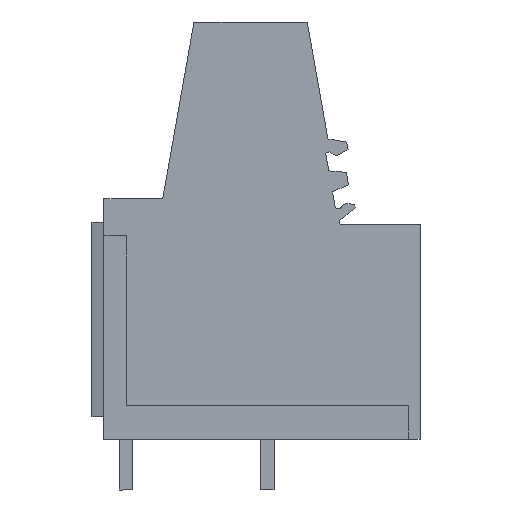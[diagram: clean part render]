
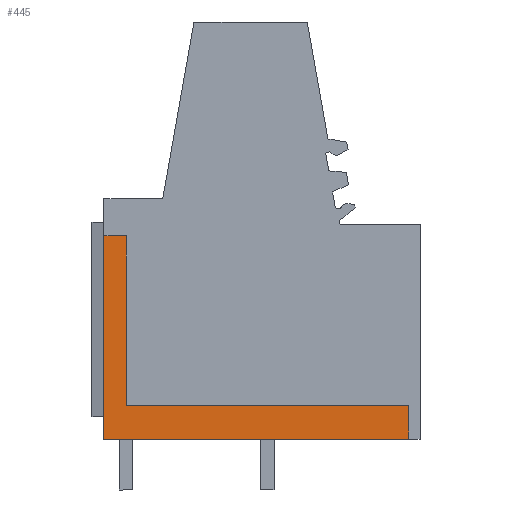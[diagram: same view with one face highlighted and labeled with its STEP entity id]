
A CAD part, left-side view. The second image highlights one B-rep face of the part: STEP entity #445.
In plain terms, the highlighted planar face has unit normal (-1, 0, 0).
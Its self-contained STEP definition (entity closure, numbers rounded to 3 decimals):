
#409=AXIS2_PLACEMENT_3D('Plane Axis2P3D',#406,#407,#408) ;
#40=CARTESIAN_POINT('Vertex',(0.,28.,22.5)) ;
#45=CARTESIAN_POINT('Line Origine',(0.,27.,22.5)) ;
#49=CARTESIAN_POINT('Vertex',(0.,26.,22.5)) ;
#80=CARTESIAN_POINT('Vertex',(0.,28.,4.5)) ;
#85=CARTESIAN_POINT('Line Origine',(0.,28.,13.5)) ;
#406=CARTESIAN_POINT('Axis2P3D Location',(0.,29.06,0.05)) ;
#411=CARTESIAN_POINT('Line Origine',(0.,1.,6.)) ;
#415=CARTESIAN_POINT('Vertex',(0.,1.,4.5)) ;
#417=CARTESIAN_POINT('Vertex',(0.,1.,7.5)) ;
#420=CARTESIAN_POINT('Line Origine',(0.,13.5,7.5)) ;
#424=CARTESIAN_POINT('Vertex',(0.,26.,7.5)) ;
#427=CARTESIAN_POINT('Line Origine',(0.,26.,15.)) ;
#432=CARTESIAN_POINT('Line Origine',(0.,14.5,4.5)) ;
#46=DIRECTION('Vector Direction',(0.,-1.,0.)) ;
#86=DIRECTION('Vector Direction',(0.,0.,1.)) ;
#407=DIRECTION('Axis2P3D Direction',(-1.,0.,0.)) ;
#408=DIRECTION('Axis2P3D XDirection',(0.,-1.,0.)) ;
#412=DIRECTION('Vector Direction',(0.,0.,1.)) ;
#421=DIRECTION('Vector Direction',(0.,1.,0.)) ;
#428=DIRECTION('Vector Direction',(0.,0.,1.)) ;
#433=DIRECTION('Vector Direction',(0.,1.,0.)) ;
#47=VECTOR('Line Direction',#46,1.) ;
#87=VECTOR('Line Direction',#86,1.) ;
#413=VECTOR('Line Direction',#412,1.) ;
#422=VECTOR('Line Direction',#421,1.) ;
#429=VECTOR('Line Direction',#428,1.) ;
#434=VECTOR('Line Direction',#433,1.) ;
#438=ORIENTED_EDGE('',*,*,#419,.T.) ;
#439=ORIENTED_EDGE('',*,*,#426,.T.) ;
#440=ORIENTED_EDGE('',*,*,#431,.T.) ;
#441=ORIENTED_EDGE('',*,*,#51,.T.) ;
#442=ORIENTED_EDGE('',*,*,#89,.T.) ;
#443=ORIENTED_EDGE('',*,*,#436,.T.) ;
#445=ADVANCED_FACE('HOUSING',(#444),#410,.T.) ;
#51=EDGE_CURVE('',#50,#41,#48,.F.) ;
#89=EDGE_CURVE('',#41,#81,#88,.F.) ;
#419=EDGE_CURVE('',#416,#418,#414,.T.) ;
#426=EDGE_CURVE('',#418,#425,#423,.T.) ;
#431=EDGE_CURVE('',#425,#50,#430,.T.) ;
#436=EDGE_CURVE('',#81,#416,#435,.F.) ;
#437=EDGE_LOOP('',(#438,#439,#440,#441,#442,#443)) ;
#444=FACE_OUTER_BOUND('',#437,.T.) ;
#48=LINE('Line',#45,#47) ;
#88=LINE('Line',#85,#87) ;
#414=LINE('Line',#411,#413) ;
#423=LINE('Line',#420,#422) ;
#430=LINE('Line',#427,#429) ;
#435=LINE('Line',#432,#434) ;
#410=PLANE('',#409) ;
#41=VERTEX_POINT('',#40) ;
#50=VERTEX_POINT('',#49) ;
#81=VERTEX_POINT('',#80) ;
#416=VERTEX_POINT('',#415) ;
#418=VERTEX_POINT('',#417) ;
#425=VERTEX_POINT('',#424) ;
